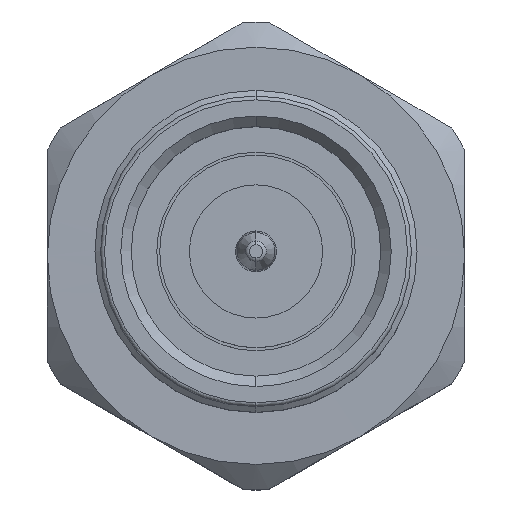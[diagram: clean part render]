
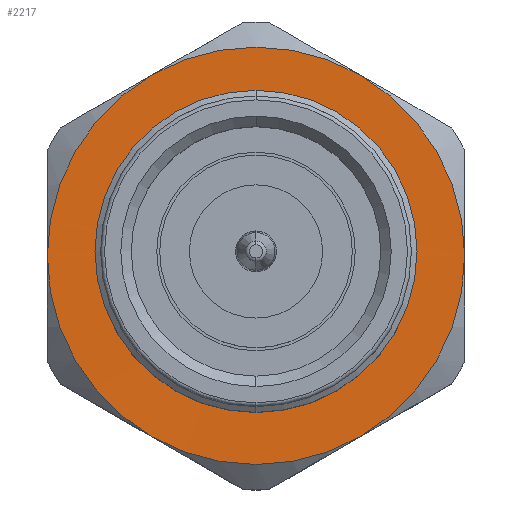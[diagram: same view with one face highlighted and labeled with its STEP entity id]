
A CAD part, top view. The second image highlights one B-rep face of the part: STEP entity #2217.
In plain terms, the highlighted face is planar.
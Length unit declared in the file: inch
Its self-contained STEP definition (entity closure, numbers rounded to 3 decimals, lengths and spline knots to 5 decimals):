
#53 = AXIS2_PLACEMENT_3D ( 'NONE', #8201, #8882, #4166 ) ;
#145 = CARTESIAN_POINT ( 'NONE',  ( 0.58077, 0.10235, 0.38086 ) ) ;
#156 = CIRCLE ( 'NONE', #6404, 0.625 ) ;
#183 = CARTESIAN_POINT ( 'NONE',  ( 0.581, 0., 0. ) ) ;
#187 = CIRCLE ( 'NONE', #3104, 0.625 ) ;
#361 = EDGE_CURVE ( 'NONE', #4093, #6575, #4087, .T. ) ;
#365 = CARTESIAN_POINT ( 'NONE',  ( 0.58077, -0.34169, 0.19694 ) ) ;
#521 = CARTESIAN_POINT ( 'NONE',  ( 0.581, 0.54127, 0.3125 ) ) ;
#579 = AXIS2_PLACEMENT_3D ( 'NONE', #8914, #6152, #5478 ) ;
#629 = ORIENTED_EDGE ( 'NONE', *, *, #8263, .T. ) ;
#651 = ORIENTED_EDGE ( 'NONE', *, *, #4603, .F. ) ;
#828 = CARTESIAN_POINT ( 'NONE',  ( 0.58077, 0.24031, 0.3127 ) ) ;
#967 = ORIENTED_EDGE ( 'NONE', *, *, #5620, .F. ) ;
#1031 = CIRCLE ( 'NONE', #579, 0.625 ) ;
#1196 = CARTESIAN_POINT ( 'NONE',  ( 0.58077, -0.10235, 0.38086 ) ) ;
#1398 = DIRECTION ( 'NONE',  ( -1., 0., 0. ) ) ;
#1455 = CARTESIAN_POINT ( 'NONE',  ( 0.581, -0.54127, 0.3125 ) ) ;
#1486 = CARTESIAN_POINT ( 'NONE',  ( 0.581, 0., 0.625 ) ) ;
#1516 = CARTESIAN_POINT ( 'NONE',  ( 0.58077, 0.34169, 0.19694 ) ) ;
#1557 = CARTESIAN_POINT ( 'NONE',  ( 0.58077, 0.05119, 0.39104 ) ) ;
#1602 = CARTESIAN_POINT ( 'NONE',  ( 0.58077, 0.10235, -0.38086 ) ) ;
#1620 = ORIENTED_EDGE ( 'NONE', *, *, #361, .T. ) ;
#1784 = CARTESIAN_POINT ( 'NONE',  ( 0.58077, -0.3127, -0.24031 ) ) ;
#1920 = CARTESIAN_POINT ( 'NONE',  ( 0.58077, -0.24031, 0.3127 ) ) ;
#1963 = CARTESIAN_POINT ( 'NONE',  ( 0.58077, -0.3127, 0.24031 ) ) ;
#1973 = DIRECTION ( 'NONE',  ( 0., 0., -1. ) ) ;
#2217 = ADVANCED_FACE ( 'NONE', ( #5688, #4872 ), #4238, .F. ) ;
#2419 = CARTESIAN_POINT ( 'NONE',  ( 0.58089, 0., -0.39104 ) ) ;
#2474 = CARTESIAN_POINT ( 'NONE',  ( 0.58077, -0.34169, -0.19694 ) ) ;
#2505 = VERTEX_POINT ( 'NONE', #521 ) ;
#2525 = CARTESIAN_POINT ( 'NONE',  ( 0.58077, -0.39104, -0.05119 ) ) ;
#2567 = CARTESIAN_POINT ( 'NONE',  ( 0.58077, -0.19694, 0.34169 ) ) ;
#2581 = VERTEX_POINT ( 'NONE', #2419 ) ;
#2758 = ORIENTED_EDGE ( 'NONE', *, *, #8888, .T. ) ;
#3070 = ORIENTED_EDGE ( 'NONE', *, *, #5814, .T. ) ;
#3104 = AXIS2_PLACEMENT_3D ( 'NONE', #8695, #8065, #5261 ) ;
#3153 = CARTESIAN_POINT ( 'NONE',  ( 0.58077, -0.05119, 0.39104 ) ) ;
#3204 = CARTESIAN_POINT ( 'NONE',  ( 0.58077, -0.39104, 0.05119 ) ) ;
#3578 = CARTESIAN_POINT ( 'NONE',  ( 0.58077, 0.39104, -0.05119 ) ) ;
#3754 = CARTESIAN_POINT ( 'NONE',  ( 0.58077, 0.24031, -0.3127 ) ) ;
#3799 = DIRECTION ( 'NONE',  ( 0., 0., -1. ) ) ;
#3947 = CARTESIAN_POINT ( 'NONE',  ( 0.58077, -0.38086, 0.10235 ) ) ;
#3965 = EDGE_LOOP ( 'NONE', ( #967, #651 ) ) ;
#3994 = CARTESIAN_POINT ( 'NONE',  ( 0.58077, -0.24031, -0.3127 ) ) ;
#4044 = CARTESIAN_POINT ( 'NONE',  ( 0.581, 0., -0.625 ) ) ;
#4056 = AXIS2_PLACEMENT_3D ( 'NONE', #7624, #1398, #4189 ) ;
#4087 = CIRCLE ( 'NONE', #7407, 0.625 ) ;
#4089 = CARTESIAN_POINT ( 'NONE',  ( 0.581, 0., 0. ) ) ;
#4093 = VERTEX_POINT ( 'NONE', #4044 ) ;
#4166 = DIRECTION ( 'NONE',  ( 0., 0., -1. ) ) ;
#4189 = DIRECTION ( 'NONE',  ( 0., 0., 1. ) ) ;
#4225 = B_SPLINE_CURVE_WITH_KNOTS ( 'NONE', 3,
 ( #6783, #3153, #1196, #2567, #1920, #1963, #365, #3947, #3204, #2525, #4623, #2474, #1784, #3994, #4755, #5306, #4713, #6743 ),
 .UNSPECIFIED., .F., .F.,
 ( 4, 2, 2, 2, 2, 2, 2, 2, 4 ),
 ( 0.5, 0.5625, 0.625, 0.6875, 0.75, 0.8125, 0.875, 0.9375, 1. ),
 .UNSPECIFIED. ) ;
#4238 = PLANE ( 'NONE',  #4056 ) ;
#4603 = EDGE_CURVE ( 'NONE', #5004, #2581, #4225, .T. ) ;
#4623 = CARTESIAN_POINT ( 'NONE',  ( 0.58077, -0.38086, -0.10235 ) ) ;
#4708 = AXIS2_PLACEMENT_3D ( 'NONE', #4089, #4816, #1973 ) ;
#4713 = CARTESIAN_POINT ( 'NONE',  ( 0.58077, -0.05119, -0.39104 ) ) ;
#4755 = CARTESIAN_POINT ( 'NONE',  ( 0.58077, -0.19694, -0.34169 ) ) ;
#4816 = DIRECTION ( 'NONE',  ( 1., 0., 0. ) ) ;
#4872 = FACE_OUTER_BOUND ( 'NONE', #6621, .T. ) ;
#5004 = VERTEX_POINT ( 'NONE', #8315 ) ;
#5028 = CARTESIAN_POINT ( 'NONE',  ( 0.58077, 0.19694, 0.34169 ) ) ;
#5076 = CARTESIAN_POINT ( 'NONE',  ( 0.58077, 0.05119, -0.39104 ) ) ;
#5162 = CARTESIAN_POINT ( 'NONE',  ( 0.58077, 0.34169, -0.19694 ) ) ;
#5196 = CARTESIAN_POINT ( 'NONE',  ( 0.581, 0., 0. ) ) ;
#5261 = DIRECTION ( 'NONE',  ( 0., 0., -1. ) ) ;
#5306 = CARTESIAN_POINT ( 'NONE',  ( 0.58077, -0.10235, -0.38086 ) ) ;
#5478 = DIRECTION ( 'NONE',  ( 0., 0., -1. ) ) ;
#5620 = EDGE_CURVE ( 'NONE', #2581, #5004, #6835, .T. ) ;
#5674 = ORIENTED_EDGE ( 'NONE', *, *, #7920, .T. ) ;
#5688 = FACE_BOUND ( 'NONE', #3965, .T. ) ;
#5754 = CARTESIAN_POINT ( 'NONE',  ( 0.58089, 0., 0.39104 ) ) ;
#5814 = EDGE_CURVE ( 'NONE', #7325, #8574, #1031, .T. ) ;
#5836 = CARTESIAN_POINT ( 'NONE',  ( 0.58077, 0.3127, -0.24031 ) ) ;
#6150 = EDGE_CURVE ( 'NONE', #6703, #7325, #156, .T. ) ;
#6152 = DIRECTION ( 'NONE',  ( 1., 0., 0. ) ) ;
#6169 = ORIENTED_EDGE ( 'NONE', *, *, #6150, .T. ) ;
#6404 = AXIS2_PLACEMENT_3D ( 'NONE', #5196, #7412, #6769 ) ;
#6575 = VERTEX_POINT ( 'NONE', #8895 ) ;
#6621 = EDGE_LOOP ( 'NONE', ( #629, #6169, #3070, #2758, #1620, #5674 ) ) ;
#6703 = VERTEX_POINT ( 'NONE', #1486 ) ;
#6743 = CARTESIAN_POINT ( 'NONE',  ( 0.58089, 0., -0.39104 ) ) ;
#6769 = DIRECTION ( 'NONE',  ( 0., 0., -1. ) ) ;
#6783 = CARTESIAN_POINT ( 'NONE',  ( 0.58089, 0., 0.39104 ) ) ;
#6835 = B_SPLINE_CURVE_WITH_KNOTS ( 'NONE', 3,
 ( #8599, #5076, #1602, #8555, #3754, #5836, #5162, #7917, #3578, #8424, #7739, #1516, #8464, #828, #5028, #145, #1557, #5754 ),
 .UNSPECIFIED., .F., .F.,
 ( 4, 2, 2, 2, 2, 2, 2, 2, 4 ),
 ( 0., 0.0625, 0.125, 0.1875, 0.25, 0.3125, 0.375, 0.4375, 0.5 ),
 .UNSPECIFIED. ) ;
#7009 = CIRCLE ( 'NONE', #4708, 0.625 ) ;
#7155 = CARTESIAN_POINT ( 'NONE',  ( 0.581, -0.54127, -0.3125 ) ) ;
#7170 = CIRCLE ( 'NONE', #53, 0.625 ) ;
#7325 = VERTEX_POINT ( 'NONE', #1455 ) ;
#7407 = AXIS2_PLACEMENT_3D ( 'NONE', #183, #8730, #3799 ) ;
#7412 = DIRECTION ( 'NONE',  ( 1., 0., 0. ) ) ;
#7624 = CARTESIAN_POINT ( 'NONE',  ( 0.581, 0.70057, 0. ) ) ;
#7739 = CARTESIAN_POINT ( 'NONE',  ( 0.58077, 0.38086, 0.10235 ) ) ;
#7917 = CARTESIAN_POINT ( 'NONE',  ( 0.58077, 0.38086, -0.10235 ) ) ;
#7920 = EDGE_CURVE ( 'NONE', #6575, #2505, #7009, .T. ) ;
#8065 = DIRECTION ( 'NONE',  ( 1., 0., 0. ) ) ;
#8201 = CARTESIAN_POINT ( 'NONE',  ( 0.581, 0., 0. ) ) ;
#8263 = EDGE_CURVE ( 'NONE', #2505, #6703, #187, .T. ) ;
#8315 = CARTESIAN_POINT ( 'NONE',  ( 0.58089, 0., 0.39104 ) ) ;
#8424 = CARTESIAN_POINT ( 'NONE',  ( 0.58077, 0.39104, 0.05119 ) ) ;
#8464 = CARTESIAN_POINT ( 'NONE',  ( 0.58077, 0.3127, 0.24031 ) ) ;
#8555 = CARTESIAN_POINT ( 'NONE',  ( 0.58077, 0.19694, -0.34169 ) ) ;
#8574 = VERTEX_POINT ( 'NONE', #7155 ) ;
#8599 = CARTESIAN_POINT ( 'NONE',  ( 0.58089, 0., -0.39104 ) ) ;
#8695 = CARTESIAN_POINT ( 'NONE',  ( 0.581, 0., 0. ) ) ;
#8730 = DIRECTION ( 'NONE',  ( 1., 0., 0. ) ) ;
#8882 = DIRECTION ( 'NONE',  ( 1., 0., 0. ) ) ;
#8888 = EDGE_CURVE ( 'NONE', #8574, #4093, #7170, .T. ) ;
#8895 = CARTESIAN_POINT ( 'NONE',  ( 0.581, 0.54127, -0.3125 ) ) ;
#8914 = CARTESIAN_POINT ( 'NONE',  ( 0.581, 0., 0. ) ) ;
